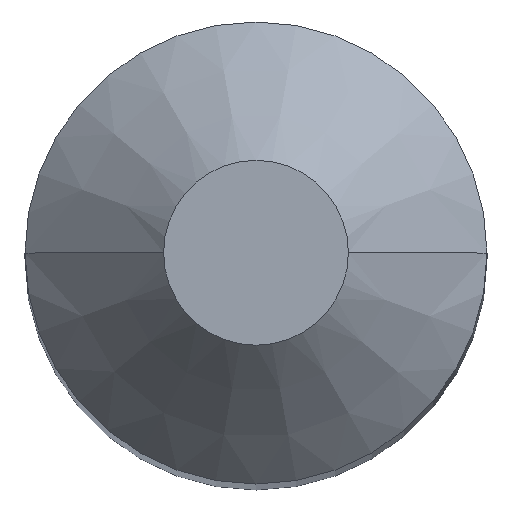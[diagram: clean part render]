
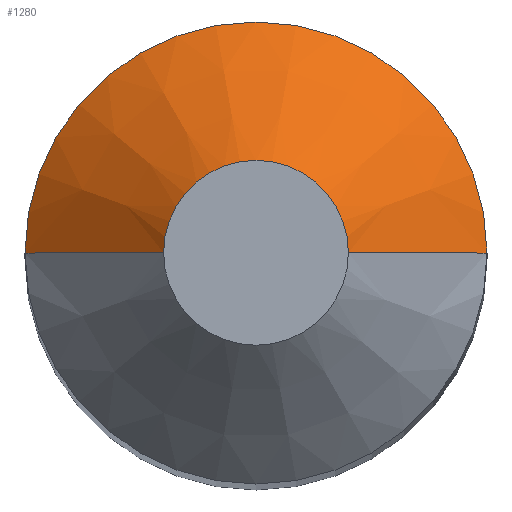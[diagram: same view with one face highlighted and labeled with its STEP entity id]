
A CAD part, top view. The second image highlights one B-rep face of the part: STEP entity #1280.
In plain terms, the highlighted conical face has half-angle 45 degrees and reference radius 5 mm.
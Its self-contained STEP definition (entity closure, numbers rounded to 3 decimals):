
#330=CARTESIAN_POINT('',(-5.,-134.5,114.));
#340=VERTEX_POINT('',#330);
#500=CARTESIAN_POINT('',(5.,-134.5,114.));
#510=VERTEX_POINT('',#500);
#540=CARTESIAN_POINT('',(0.,-134.5,114.));
#550=DIRECTION('',(0.,0.,1.));
#560=DIRECTION('',(-1.,0.,0.));
#570=AXIS2_PLACEMENT_3D('',#540,#550,#560);
#580=CIRCLE('',#570,5.);
#590=EDGE_CURVE('',#510,#340,#580,.T.);
#690=CARTESIAN_POINT('',(0.,-134.5,117.));
#700=DIRECTION('',(0.,0.,1.));
#710=DIRECTION('',(-1.,0.,0.));
#720=AXIS2_PLACEMENT_3D('',#690,#700,#710);
#730=CIRCLE('',#720,2.);
#740=CARTESIAN_POINT('',(-2.,-134.5,117.));
#750=VERTEX_POINT('',#740);
#760=CARTESIAN_POINT('',(2.,-134.5,117.));
#770=VERTEX_POINT('',#760);
#800=EDGE_CURVE('',#770,#750,#730,.T.);
#1070=CARTESIAN_POINT('',(0.,-134.5,114.));
#1080=DIRECTION('',(0.,0.,-1.));
#1090=DIRECTION('',(1.,0.,0.));
#1100=AXIS2_PLACEMENT_3D('',#1070,#1080,#1090);
#1110=CONICAL_SURFACE('',#1100,5.,0.785);
#1120=CARTESIAN_POINT('',(5.,-134.5,114.));
#1130=DIRECTION('',(0.707,0.,-0.707));
#1140=VECTOR('',#1130,7.071);
#1150=LINE('',#1120,#1140);
#1160=EDGE_CURVE('',#770,#510,#1150,.T.);
#1170=ORIENTED_EDGE('',*,*,#1160,.T.);
#1180=ORIENTED_EDGE('',*,*,#800,.F.);
#1190=CARTESIAN_POINT('',(-5.,-134.5,114.));
#1200=DIRECTION('',(-0.707,0.,-0.707));
#1210=VECTOR('',#1200,7.071);
#1220=LINE('',#1190,#1210);
#1230=EDGE_CURVE('',#750,#340,#1220,.T.);
#1240=ORIENTED_EDGE('',*,*,#1230,.F.);
#1250=ORIENTED_EDGE('',*,*,#590,.T.);
#1260=EDGE_LOOP('',(#1250,#1240,#1180,#1170));
#1270=FACE_OUTER_BOUND('',#1260,.T.);
#1280=ADVANCED_FACE('',(#1270),#1110,.T.);
